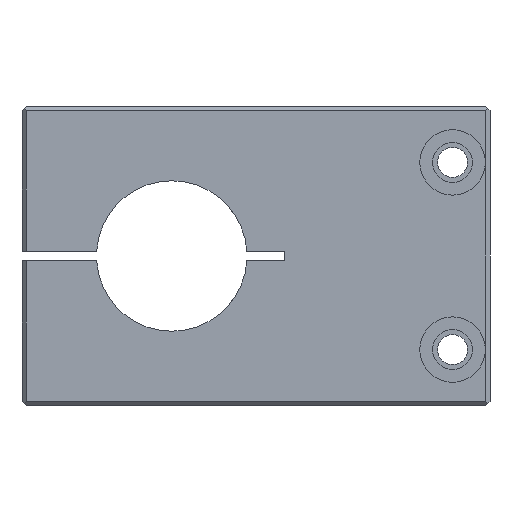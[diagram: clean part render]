
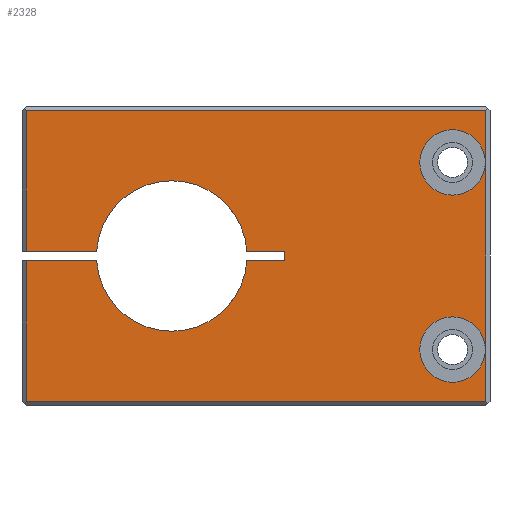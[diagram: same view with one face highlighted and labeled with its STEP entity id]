
A CAD part, front view. The second image highlights one B-rep face of the part: STEP entity #2328.
In plain terms, the highlighted planar face has unit normal (0, -1, 0).
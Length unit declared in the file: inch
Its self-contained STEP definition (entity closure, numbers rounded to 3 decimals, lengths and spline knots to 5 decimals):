
#454=CARTESIAN_POINT('',(1.312,0.,0.15625));
#455=VERTEX_POINT('',#454);
#464=CARTESIAN_POINT('',(1.312,0.,0.59375));
#465=VERTEX_POINT('',#464);
#466=CARTESIAN_POINT('',(1.312,0.,0.375));
#467=DIRECTION('',(0.0,1.0,0.0));
#468=DIRECTION('',(0.0,0.0,-1.0));
#469=AXIS2_PLACEMENT_3D('',#466,#467,#468);
#470=CIRCLE('',#469,0.21875);
#471=EDGE_CURVE('',#465,#455,#470,.T.);
#538=CARTESIAN_POINT('',(1.312,0.,1.40625));
#539=VERTEX_POINT('',#538);
#548=CARTESIAN_POINT('',(1.312,0.,1.84375));
#549=VERTEX_POINT('',#548);
#550=CARTESIAN_POINT('',(1.312,0.,1.625));
#551=DIRECTION('',(0.0,1.0,0.0));
#552=DIRECTION('',(0.0,0.0,-1.0));
#553=AXIS2_PLACEMENT_3D('',#550,#551,#552);
#554=CIRCLE('',#553,0.21875);
#555=EDGE_CURVE('',#549,#539,#554,.T.);
#609=CARTESIAN_POINT('',(1.312,0.,1.625));
#610=DIRECTION('',(0.0,1.0,0.0));
#611=DIRECTION('',(0.0,0.0,-1.0));
#612=AXIS2_PLACEMENT_3D('',#609,#610,#611);
#613=CIRCLE('',#612,0.21875);
#614=EDGE_CURVE('',#539,#549,#613,.T.);
#671=CARTESIAN_POINT('',(1.312,0.,0.375));
#672=DIRECTION('',(0.0,1.0,0.0));
#673=DIRECTION('',(0.0,0.0,-1.0));
#674=AXIS2_PLACEMENT_3D('',#671,#672,#673);
#675=CIRCLE('',#674,0.21875);
#676=EDGE_CURVE('',#455,#465,#675,.T.);
#752=CARTESIAN_POINT('',(-1.06448,0.0,0.968));
#753=VERTEX_POINT('',#752);
#762=CARTESIAN_POINT('',(-0.06152,0.,0.968));
#763=VERTEX_POINT('',#762);
#764=CARTESIAN_POINT('',(-0.563,0.,1.0));
#765=DIRECTION('',(0.0,1.0,0.0));
#766=DIRECTION('',(0.0,0.0,-1.0));
#767=AXIS2_PLACEMENT_3D('',#764,#765,#766);
#768=CIRCLE('',#767,0.5025);
#769=EDGE_CURVE('',#763,#753,#768,.T.);
#828=CARTESIAN_POINT('',(-0.06152,0.0,1.032));
#829=VERTEX_POINT('',#828);
#838=CARTESIAN_POINT('',(-1.06448,0.,1.032));
#839=VERTEX_POINT('',#838);
#840=CARTESIAN_POINT('',(-0.563,0.,1.0));
#841=DIRECTION('',(0.0,1.0,0.0));
#842=DIRECTION('',(0.0,0.0,-1.0));
#843=AXIS2_PLACEMENT_3D('',#840,#841,#842);
#844=CIRCLE('',#843,0.5025);
#845=EDGE_CURVE('',#839,#829,#844,.T.);
#1033=CARTESIAN_POINT('',(-1.533,0.,1.032));
#1034=VERTEX_POINT('',#1033);
#1035=CARTESIAN_POINT('',(-1.533,0.,1.032));
#1036=DIRECTION('',(1.0,0.0,0.0));
#1037=VECTOR('',#1036,0.46852);
#1038=LINE('',#1035,#1037);
#1039=EDGE_CURVE('',#1034,#839,#1038,.T.);
#1110=CARTESIAN_POINT('',(0.189,0.,1.032));
#1111=VERTEX_POINT('',#1110);
#1118=CARTESIAN_POINT('',(-0.06152,0.,1.032));
#1119=DIRECTION('',(1.0,0.0,0.0));
#1120=VECTOR('',#1119,0.25052);
#1121=LINE('',#1118,#1120);
#1122=EDGE_CURVE('',#829,#1111,#1121,.T.);
#1228=CARTESIAN_POINT('',(0.189,0.,0.968));
#1229=VERTEX_POINT('',#1228);
#1230=CARTESIAN_POINT('',(0.189,0.,0.968));
#1231=DIRECTION('',(-1.0,0.0,0.0));
#1232=VECTOR('',#1231,0.25052);
#1233=LINE('',#1230,#1232);
#1234=EDGE_CURVE('',#1229,#763,#1233,.T.);
#1285=CARTESIAN_POINT('',(-1.533,0.,0.968));
#1286=VERTEX_POINT('',#1285);
#1293=CARTESIAN_POINT('',(-1.06448,0.,0.968));
#1294=DIRECTION('',(-1.0,0.0,0.0));
#1295=VECTOR('',#1294,0.46852);
#1296=LINE('',#1293,#1295);
#1297=EDGE_CURVE('',#753,#1286,#1296,.T.);
#1421=CARTESIAN_POINT('',(0.189,0.,1.032));
#1422=DIRECTION('',(0.0,0.0,-1.0));
#1423=VECTOR('',#1422,0.064);
#1424=LINE('',#1421,#1423);
#1425=EDGE_CURVE('',#1111,#1229,#1424,.T.);
#1999=CARTESIAN_POINT('',(1.532,0.,1.97));
#2000=VERTEX_POINT('',#1999);
#2007=CARTESIAN_POINT('',(1.532,0.,0.03));
#2008=VERTEX_POINT('',#2007);
#2009=CARTESIAN_POINT('',(1.532,0.,1.97));
#2010=DIRECTION('',(0.0,0.0,-1.0));
#2011=VECTOR('',#2010,1.94);
#2012=LINE('',#2009,#2011);
#2013=EDGE_CURVE('',#2000,#2008,#2012,.T.);
#2124=CARTESIAN_POINT('',(-1.533,0.,1.97));
#2125=VERTEX_POINT('',#2124);
#2126=CARTESIAN_POINT('',(-1.533,0.,1.032));
#2127=DIRECTION('',(0.0,0.0,1.0));
#2128=VECTOR('',#2127,0.938);
#2129=LINE('',#2126,#2128);
#2130=EDGE_CURVE('',#1034,#2125,#2129,.T.);
#2244=CARTESIAN_POINT('',(-1.533,0.,0.03));
#2245=VERTEX_POINT('',#2244);
#2252=CARTESIAN_POINT('',(-1.533,0.,0.03));
#2253=DIRECTION('',(0.0,0.0,1.0));
#2254=VECTOR('',#2253,0.938);
#2255=LINE('',#2252,#2254);
#2256=EDGE_CURVE('',#2245,#1286,#2255,.T.);
#2270=CARTESIAN_POINT('',(1.532,0.,0.03));
#2271=DIRECTION('',(-1.0,0.0,0.0));
#2272=VECTOR('',#2271,3.065);
#2273=LINE('',#2270,#2272);
#2274=EDGE_CURVE('',#2008,#2245,#2273,.T.);
#2291=CARTESIAN_POINT('',(-1.533,0.,1.97));
#2292=DIRECTION('',(1.0,0.0,0.0));
#2293=VECTOR('',#2292,3.065);
#2294=LINE('',#2291,#2293);
#2295=EDGE_CURVE('',#2125,#2000,#2294,.T.);
#2301=CARTESIAN_POINT('',(1.562,0.,0.));
#2302=DIRECTION('',(0.0,-1.0,0.0));
#2303=DIRECTION('',(0.0,0.0,-1.0));
#2304=AXIS2_PLACEMENT_3D('',#2301,#2302,#2303);
#2305=PLANE('',#2304);
#2306=ORIENTED_EDGE('',*,*,#845,.T.);
#2307=ORIENTED_EDGE('',*,*,#1122,.T.);
#2308=ORIENTED_EDGE('',*,*,#1425,.T.);
#2309=ORIENTED_EDGE('',*,*,#1234,.T.);
#2310=ORIENTED_EDGE('',*,*,#769,.T.);
#2311=ORIENTED_EDGE('',*,*,#1297,.T.);
#2312=ORIENTED_EDGE('',*,*,#2256,.F.);
#2313=ORIENTED_EDGE('',*,*,#2274,.F.);
#2314=ORIENTED_EDGE('',*,*,#2013,.F.);
#2315=ORIENTED_EDGE('',*,*,#2295,.F.);
#2316=ORIENTED_EDGE('',*,*,#2130,.F.);
#2317=ORIENTED_EDGE('',*,*,#1039,.T.);
#2318=EDGE_LOOP('',(#2306,#2307,#2308,#2309,#2310,#2311,#2312,#2313,#2314,#2315,#2316,#2317));
#2319=FACE_OUTER_BOUND('',#2318,.T.);
#2320=ORIENTED_EDGE('',*,*,#614,.T.);
#2321=ORIENTED_EDGE('',*,*,#555,.T.);
#2322=EDGE_LOOP('',(#2320,#2321));
#2323=FACE_BOUND('',#2322,.T.);
#2324=ORIENTED_EDGE('',*,*,#676,.T.);
#2325=ORIENTED_EDGE('',*,*,#471,.T.);
#2326=EDGE_LOOP('',(#2324,#2325));
#2327=FACE_BOUND('',#2326,.T.);
#2328=ADVANCED_FACE('',(#2319,#2323,#2327),#2305,.T.);
